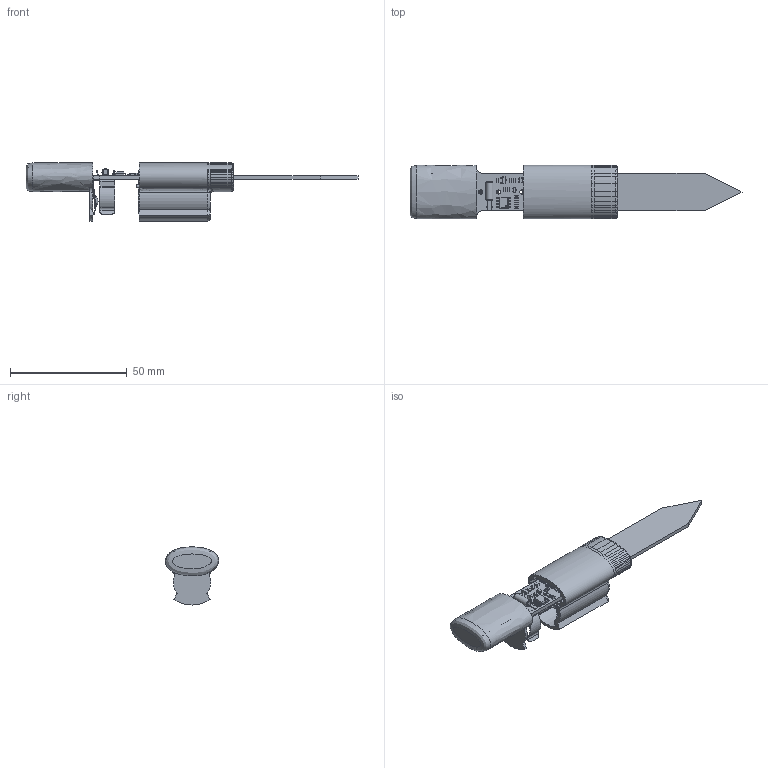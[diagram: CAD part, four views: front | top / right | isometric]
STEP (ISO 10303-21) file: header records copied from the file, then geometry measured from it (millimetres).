
FILE_DESCRIPTION(/* description */ (''),/* implementation_level */ '2;1');
FILE_NAME(/* name */ 'iot_plant_watering_sensor_esp32_enclosure.step',/* time_stamp */ '2020-12-10T15:21:05+01:00',/* author */ (''),/* organization */ (''),/* preprocessor_version */ 'ST-DEVELOPER v18.1',/* originating_system */ 'Autodesk Translation Framework v9.7.1.1290',/* authorisation */ '');
FILE_SCHEMA (('AUTOMOTIVE_DESIGN { 1 0 10303 214 3 1 1 }'));
Products named in the file (33): iot_plant_watering_sensor_esp32_enclosure_round; iot_plant_watering_sensor_esp32 v1; SOT-323_SC-70; SOLID (6); 2915_CR2; COMPOUND; R_0603_1608Metric; SOLID; L_1210_3225Metric; SOLID (1); SOT-23-6; SOLID (7); PUIAudio_SMT_0825_S_4_R; SOLID (2); C_0603_1608Metric; SOLID (3); C_1206_3216Metric; SOLID (4); KMR231GLFS; SOLID (11); Crystal_C38-LF_D3.0mm_L8.0mm_Vertical; SOLID (5); SOIC-8_3.9x4.9mm_P1.27mm; SOLID (8); ESP32-WROOM-32; SOLID (12); SOT-23; SOLID (9); D_SOD-523; SOLID (10); COMPOUND (1); top; botton
Assembly tree (60 placements, depth 4):
  iot_plant_watering_sensor_esp32_enclosure_round
    iot_plant_watering_sensor_esp32 v1
      SOT-323_SC-70  x2
        SOLID (6)
      2915_CR2
        COMPOUND
      R_0603_1608Metric  x19
        SOLID
      L_1210_3225Metric
        SOLID (1)
      SOT-23-6
        SOLID (7)
      PUIAudio_SMT_0825_S_4_R
        SOLID (2)
      C_0603_1608Metric  x9
        SOLID (3)
      C_1206_3216Metric
        SOLID (4)
      KMR231GLFS  x2
        SOLID (11)
      Crystal_C38-LF_D3.0mm_L8.0mm_Vertical
        SOLID (5)
      SOIC-8_3.9x4.9mm_P1.27mm
        SOLID (8)
      ESP32-WROOM-32
        SOLID (12)
      SOT-23
        SOLID (9)
      D_SOD-523
        SOLID (10)
      COMPOUND (1)
    top
    botton
Bounding box: 142.4 x 22.85 x 24.94 mm (x, y, z)
Volume: 13181.5 mm3; surface area: 19564.7 mm2
Topology: 46 solids, 47 shells, 3441 faces, 8811 edges, 5495 vertices
Faces by surface type: plane 2472, cylinder 760, bspline 156, torus 29, cone 16, sphere 8
Full cylindrical faces by diameter (mm): 0.5 x2, 0.6 x5, 0.8 x3, 0.914 x5, 1.2 x4, 1.575 x2, 1.78 x4, 3 x1
Entity records: 76521 total; most frequent: CARTESIAN_POINT 20372, ORIENTED_EDGE 11526, DIRECTION 11044, EDGE_CURVE 5763, LINE 4506, VECTOR 4506, VERTEX_POINT 3529, AXIS2_PLACEMENT_3D 3269
